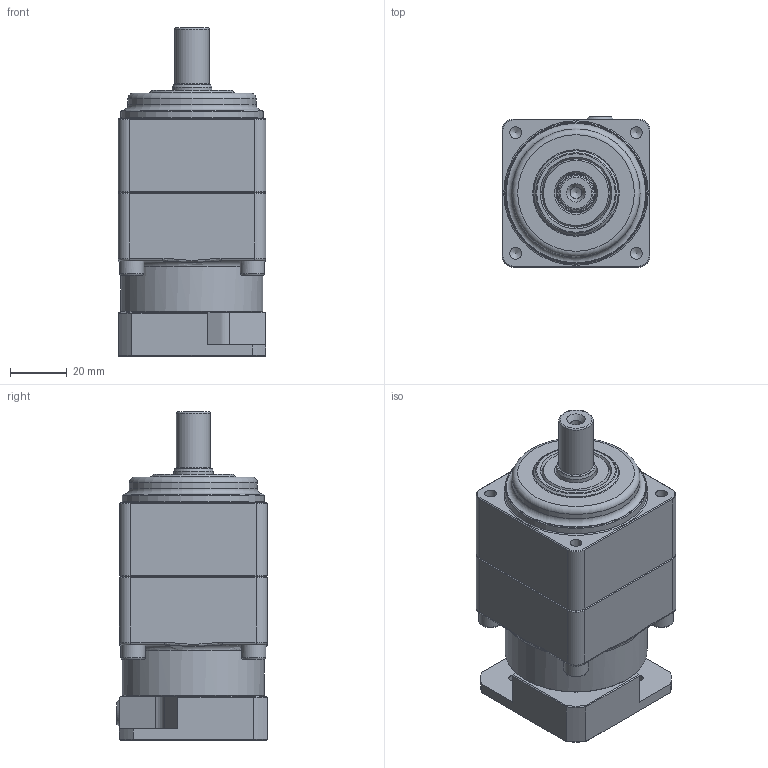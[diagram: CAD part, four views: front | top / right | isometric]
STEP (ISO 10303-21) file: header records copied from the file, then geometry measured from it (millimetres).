
FILE_DESCRIPTION(('DDD'),'2;1');
FILE_NAME('VRXF-□-15~35B-S-8AM6.stp','2016-01-08T08:35:01',('BBB'),('CCC'),'Autodesk Inventor 2012','Autodesk Inventor 2012','AAA');
FILE_SCHEMA(('CONFIG_CONTROL_DESIGN'));
Length unit declared in the file: millimetre
Products named in the file (1): Part12
Bounding box: 52 x 53 x 115.5 mm (x, y, z)
Volume: 213847 mm3; surface area: 33354 mm2
Topology: 1 solids, 15 shells, 359 faces, 822 edges, 508 vertices
Faces by surface type: plane 181, cylinder 82, cone 65, torus 27, bspline 4
Full cylindrical faces by diameter (mm): 2.459 x8, 3 x4, 3.5 x6, 4 x2, 4.134 x5, 4.5 x1, 5 x4, 5.5 x4, 6 x4, 7 x1, 8 x2, 8.5 x4, 12 x1, 14 x1, 22 x1, 30 x1, 45 x1, 50 x2
Entity records: 9368 total; most frequent: CARTESIAN_POINT 2008, DIRECTION 1522, ORIENTED_EDGE 1302, EDGE_CURVE 651, AXIS2_PLACEMENT_3D 611, EDGE_LOOP 507, VERTEX_POINT 456, FACE_OUTER_BOUND 359
